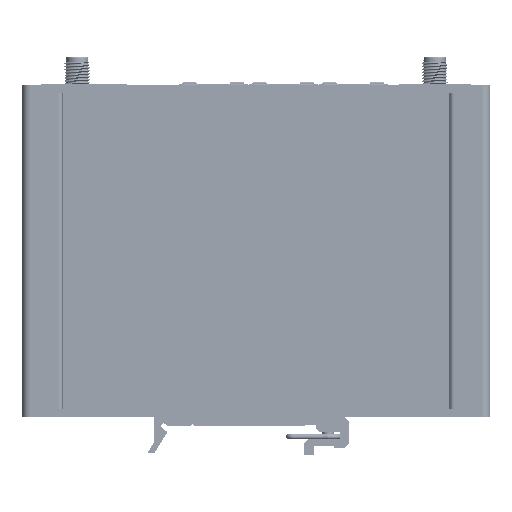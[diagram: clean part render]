
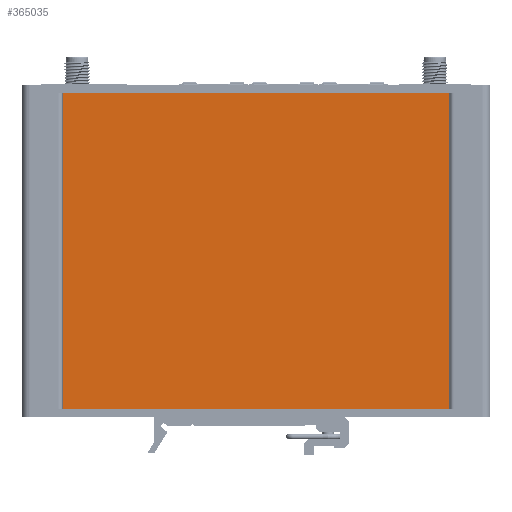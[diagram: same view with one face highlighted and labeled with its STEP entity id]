
A CAD part, front view. The second image highlights one B-rep face of the part: STEP entity #365035.
In plain terms, the highlighted planar face has unit normal (0, -1, 0).
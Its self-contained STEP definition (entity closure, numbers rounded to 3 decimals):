
#8432 = DIRECTION ( 'NONE',  ( 1., 0., 0. ) ) ;
#11917 = DIRECTION ( 'NONE',  ( 1., 0., 0. ) ) ;
#15991 = VERTEX_POINT ( 'NONE', #286170 ) ;
#20401 = CARTESIAN_POINT ( 'NONE',  ( -46.8, -20., 76.3 ) ) ;
#22063 = ORIENTED_EDGE ( 'NONE', *, *, #261874, .T. ) ;
#22275 = CARTESIAN_POINT ( 'NONE',  ( -46.8, -20., 76.3 ) ) ;
#34007 = ORIENTED_EDGE ( 'NONE', *, *, #212340, .F. ) ;
#38186 = CARTESIAN_POINT ( 'NONE',  ( -46.8, -20., 76.3 ) ) ;
#43058 = LINE ( 'NONE', #22275, #315144 ) ;
#43239 = PLANE ( 'NONE',  #44520 ) ;
#44520 = AXIS2_PLACEMENT_3D ( 'NONE', #373597, #374919, #222909 ) ;
#97898 = VERTEX_POINT ( 'NONE', #20401 ) ;
#104760 = LINE ( 'NONE', #38186, #198495 ) ;
#134325 = CARTESIAN_POINT ( 'NONE',  ( 46.8, -20., 76.3 ) ) ;
#148914 = EDGE_LOOP ( 'NONE', ( #22063, #253828, #34007, #272777 ) ) ;
#198495 = VECTOR ( 'NONE', #11917, 1000. ) ;
#202273 = VERTEX_POINT ( 'NONE', #212844 ) ;
#211653 = FACE_OUTER_BOUND ( 'NONE', #148914, .T. ) ;
#212340 = EDGE_CURVE ( 'NONE', #97898, #15991, #104760, .T. ) ;
#212844 = CARTESIAN_POINT ( 'NONE',  ( 46.8, -20., 0. ) ) ;
#212941 = EDGE_CURVE ( 'NONE', #97898, #347490, #43058, .T. ) ;
#222909 = DIRECTION ( 'NONE',  ( 0., 0., 1. ) ) ;
#239697 = DIRECTION ( 'NONE',  ( 0., 0., -1. ) ) ;
#253828 = ORIENTED_EDGE ( 'NONE', *, *, #383377, .F. ) ;
#261874 = EDGE_CURVE ( 'NONE', #347490, #202273, #364673, .T. ) ;
#272777 = ORIENTED_EDGE ( 'NONE', *, *, #212941, .T. ) ;
#275521 = VECTOR ( 'NONE', #8432, 1000. ) ;
#286170 = CARTESIAN_POINT ( 'NONE',  ( 46.8, -20., 76.3 ) ) ;
#315144 = VECTOR ( 'NONE', #239697, 1000. ) ;
#318334 = VECTOR ( 'NONE', #344186, 1000. ) ;
#344186 = DIRECTION ( 'NONE',  ( 0., 0., -1. ) ) ;
#347490 = VERTEX_POINT ( 'NONE', #368014 ) ;
#355951 = LINE ( 'NONE', #134325, #318334 ) ;
#364673 = LINE ( 'NONE', #367700, #275521 ) ;
#365035 = ADVANCED_FACE ( 'NONE', ( #211653 ), #43239, .F. ) ;
#367700 = CARTESIAN_POINT ( 'NONE',  ( -46.8, -20., 0. ) ) ;
#368014 = CARTESIAN_POINT ( 'NONE',  ( -46.8, -20., 0. ) ) ;
#373597 = CARTESIAN_POINT ( 'NONE',  ( -46.8, -20., 76.3 ) ) ;
#374919 = DIRECTION ( 'NONE',  ( 0., 1., 0. ) ) ;
#383377 = EDGE_CURVE ( 'NONE', #15991, #202273, #355951, .T. ) ;
